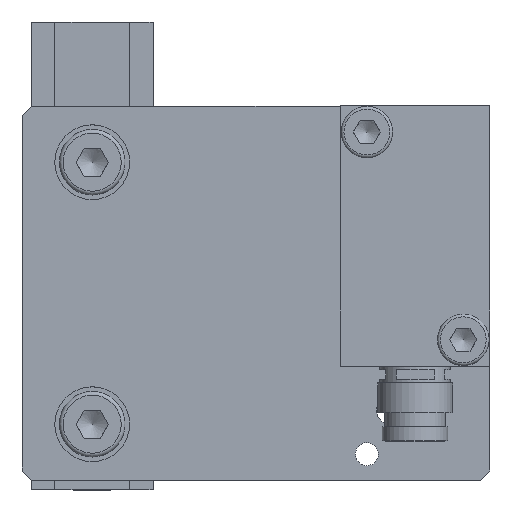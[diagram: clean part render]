
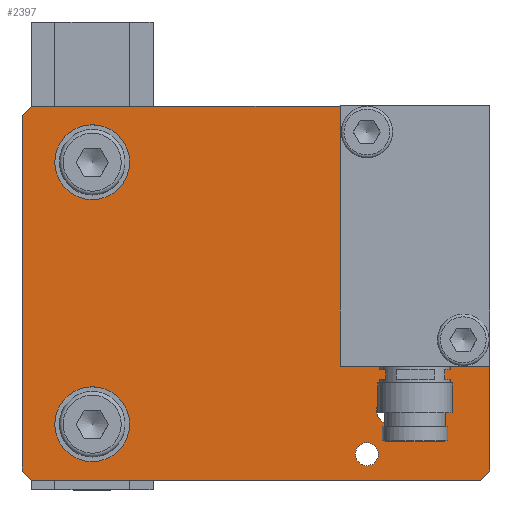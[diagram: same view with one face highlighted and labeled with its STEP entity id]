
A CAD part, top view. The second image highlights one B-rep face of the part: STEP entity #2397.
In plain terms, the highlighted planar face has unit normal (0, 0, 1).
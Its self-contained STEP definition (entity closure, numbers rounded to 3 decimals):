
#106=LINE('',#3547,#272);
#107=LINE('',#3549,#273);
#108=LINE('',#3551,#274);
#109=LINE('',#3553,#275);
#110=LINE('',#3555,#276);
#111=LINE('',#3557,#277);
#112=LINE('',#3559,#278);
#113=LINE('',#3561,#279);
#114=LINE('',#3562,#280);
#272=VECTOR('',#2854,27.8);
#273=VECTOR('',#2855,33.);
#274=VECTOR('',#2856,1.414);
#275=VECTOR('',#2857,38.);
#276=VECTOR('',#2858,1.414);
#277=VECTOR('',#2859,48.);
#278=VECTOR('',#2860,1.414);
#279=VECTOR('',#2861,11.2);
#280=VECTOR('',#2862,16.);
#438=PLANE('',#2563);
#535=FACE_BOUND('',#784,.T.);
#536=FACE_BOUND('',#785,.T.);
#537=FACE_BOUND('',#786,.T.);
#538=FACE_BOUND('',#787,.T.);
#621=FACE_OUTER_BOUND('',#783,.T.);
#783=EDGE_LOOP('',(#1669,#1670,#1671,#1672,#1673,#1674,#1675,#1676,#1677));
#784=EDGE_LOOP('',(#1678));
#785=EDGE_LOOP('',(#1679));
#786=EDGE_LOOP('',(#1680));
#787=EDGE_LOOP('',(#1681));
#1005=CIRCLE('',#2564,1.621);
#1006=CIRCLE('',#2565,4.);
#1007=CIRCLE('',#2566,4.);
#1008=CIRCLE('',#2567,1.23);
#1120=VERTEX_POINT('',#3545);
#1121=VERTEX_POINT('',#3546);
#1122=VERTEX_POINT('',#3548);
#1123=VERTEX_POINT('',#3550);
#1124=VERTEX_POINT('',#3552);
#1125=VERTEX_POINT('',#3554);
#1126=VERTEX_POINT('',#3556);
#1127=VERTEX_POINT('',#3558);
#1128=VERTEX_POINT('',#3560);
#1129=VERTEX_POINT('',#3563);
#1130=VERTEX_POINT('',#3565);
#1131=VERTEX_POINT('',#3567);
#1132=VERTEX_POINT('',#3569);
#1347=EDGE_CURVE('',#1120,#1121,#106,.T.);
#1348=EDGE_CURVE('',#1122,#1121,#107,.T.);
#1349=EDGE_CURVE('',#1123,#1122,#108,.T.);
#1350=EDGE_CURVE('',#1124,#1123,#109,.T.);
#1351=EDGE_CURVE('',#1125,#1124,#110,.T.);
#1352=EDGE_CURVE('',#1126,#1125,#111,.T.);
#1353=EDGE_CURVE('',#1127,#1126,#112,.T.);
#1354=EDGE_CURVE('',#1128,#1127,#113,.T.);
#1355=EDGE_CURVE('',#1128,#1120,#114,.T.);
#1356=EDGE_CURVE('',#1129,#1129,#1005,.T.);
#1357=EDGE_CURVE('',#1130,#1130,#1006,.T.);
#1358=EDGE_CURVE('',#1131,#1131,#1007,.T.);
#1359=EDGE_CURVE('',#1132,#1132,#1008,.T.);
#1669=ORIENTED_EDGE('',*,*,#1347,.T.);
#1670=ORIENTED_EDGE('',*,*,#1348,.F.);
#1671=ORIENTED_EDGE('',*,*,#1349,.F.);
#1672=ORIENTED_EDGE('',*,*,#1350,.F.);
#1673=ORIENTED_EDGE('',*,*,#1351,.F.);
#1674=ORIENTED_EDGE('',*,*,#1352,.F.);
#1675=ORIENTED_EDGE('',*,*,#1353,.F.);
#1676=ORIENTED_EDGE('',*,*,#1354,.F.);
#1677=ORIENTED_EDGE('',*,*,#1355,.T.);
#1678=ORIENTED_EDGE('',*,*,#1356,.T.);
#1679=ORIENTED_EDGE('',*,*,#1357,.T.);
#1680=ORIENTED_EDGE('',*,*,#1358,.T.);
#1681=ORIENTED_EDGE('',*,*,#1359,.T.);
#2397=ADVANCED_FACE('',(#621,#535,#536,#537,#538),#438,.T.);
#2563=AXIS2_PLACEMENT_3D('',#3544,#2852,#2853);
#2564=AXIS2_PLACEMENT_3D('',#3564,#2863,#2864);
#2565=AXIS2_PLACEMENT_3D('',#3566,#2865,#2866);
#2566=AXIS2_PLACEMENT_3D('',#3568,#2867,#2868);
#2567=AXIS2_PLACEMENT_3D('',#3570,#2869,#2870);
#2852=DIRECTION('center_axis',(0.,0.,1.));
#2853=DIRECTION('ref_axis',(1.,0.,0.));
#2854=DIRECTION('',(0.,1.,0.));
#2855=DIRECTION('',(1.,0.,0.));
#2856=DIRECTION('',(0.707,0.707,0.));
#2857=DIRECTION('',(0.,1.,0.));
#2858=DIRECTION('',(-0.707,0.707,0.));
#2859=DIRECTION('',(-1.,0.,0.));
#2860=DIRECTION('',(-0.707,-0.707,0.));
#2861=DIRECTION('',(0.,-1.,0.));
#2862=DIRECTION('',(-1.,0.,0.));
#2863=DIRECTION('center_axis',(0.,0.,-1.));
#2864=DIRECTION('ref_axis',(1.,0.,0.));
#2865=DIRECTION('center_axis',(0.,0.,-1.));
#2866=DIRECTION('ref_axis',(1.,0.,0.));
#2867=DIRECTION('center_axis',(0.,0.,-1.));
#2868=DIRECTION('ref_axis',(1.,0.,0.));
#2869=DIRECTION('center_axis',(0.,0.,-1.));
#2870=DIRECTION('ref_axis',(1.,0.,0.));
#3544=CARTESIAN_POINT('Origin',(25.206,1138.453,8.));
#3545=CARTESIAN_POINT('',(34.206,1130.653,8.));
#3546=CARTESIAN_POINT('',(34.206,1158.453,8.));
#3547=CARTESIAN_POINT('',(34.206,1148.453,8.));
#3548=CARTESIAN_POINT('',(1.206,1158.453,8.));
#3549=CARTESIAN_POINT('',(50.206,1158.453,8.));
#3550=CARTESIAN_POINT('',(0.206,1157.453,8.));
#3551=CARTESIAN_POINT('',(1.956,1159.203,8.));
#3552=CARTESIAN_POINT('',(0.206,1119.453,8.));
#3553=CARTESIAN_POINT('',(0.206,1158.453,8.));
#3554=CARTESIAN_POINT('',(1.206,1118.453,8.));
#3555=CARTESIAN_POINT('',(1.956,1117.703,8.));
#3556=CARTESIAN_POINT('',(49.206,1118.453,8.));
#3557=CARTESIAN_POINT('',(0.206,1118.453,8.));
#3558=CARTESIAN_POINT('',(50.206,1119.453,8.));
#3559=CARTESIAN_POINT('',(48.456,1117.703,8.));
#3560=CARTESIAN_POINT('',(50.206,1130.653,8.));
#3561=CARTESIAN_POINT('',(50.206,1118.453,8.));
#3562=CARTESIAN_POINT('',(29.706,1130.653,8.));
#3563=CARTESIAN_POINT('',(41.327,1125.953,8.));
#3564=CARTESIAN_POINT('Origin',(39.706,1125.953,8.));
#3565=CARTESIAN_POINT('',(11.706,1124.453,8.));
#3566=CARTESIAN_POINT('Origin',(7.706,1124.453,8.));
#3567=CARTESIAN_POINT('',(11.706,1152.453,8.));
#3568=CARTESIAN_POINT('Origin',(7.706,1152.453,8.));
#3569=CARTESIAN_POINT('',(38.285,1121.253,8.));
#3570=CARTESIAN_POINT('Origin',(37.056,1121.253,8.));
